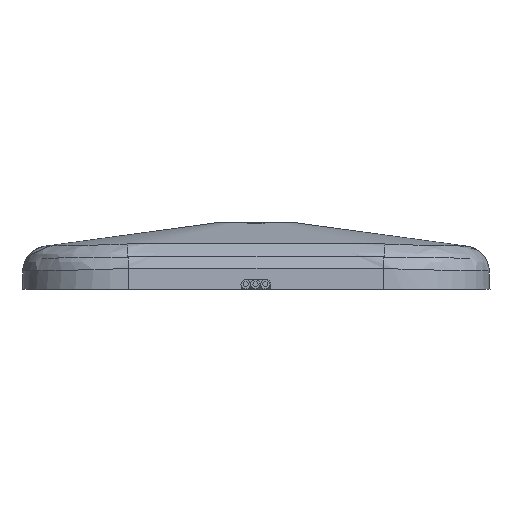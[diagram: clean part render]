
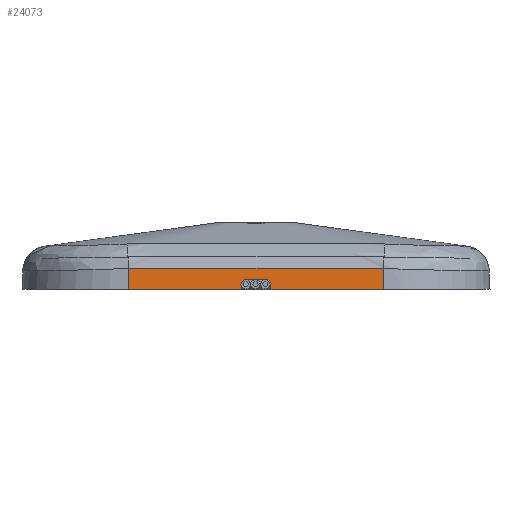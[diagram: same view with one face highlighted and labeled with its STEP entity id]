
A CAD part, left-side view. The second image highlights one B-rep face of the part: STEP entity #24073.
In plain terms, the highlighted planar face has unit normal (-0.999, 0, 0.035).
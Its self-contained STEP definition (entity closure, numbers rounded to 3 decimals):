
#2601=LINE('',#40703,#3681);
#2617=LINE('',#40749,#3697);
#2621=LINE('',#40757,#3701);
#2630=LINE('',#40781,#3710);
#2631=LINE('',#40786,#3711);
#2632=LINE('',#40787,#3712);
#2633=LINE('',#40789,#3713);
#3681=VECTOR('',#29355,1000.);
#3697=VECTOR('',#29405,1000.);
#3701=VECTOR('',#29411,1000.);
#3710=VECTOR('',#29438,1000.);
#3711=VECTOR('',#29445,1000.);
#3712=VECTOR('',#29446,1000.);
#3713=VECTOR('',#29447,1000.);
#3912=ELLIPSE('',#24250,0.901,0.9);
#3913=ELLIPSE('',#25525,0.951,0.95);
#3915=ELLIPSE('',#25557,0.951,0.95);
#4523=B_SPLINE_CURVE_WITH_KNOTS('',3,(#40654,#40655,#40656,#40657,#40658,
#40659,#40660,#40661,#40662,#40663,#40664,#40665,#40666,#40667,#40668,#40669,
#40670,#40671,#40672,#40673,#40674,#40675,#40676,#40677,#40678,#40679,#40680,
#40681,#40682,#40683,#40684,#40685,#40686,#40687,#40688,#40689,#40690,#40691,
#40692),.UNSPECIFIED.,.F.,.F.,(4,1,2,2,2,2,1,2,2,1,1,1,1,1,1,1,2,2,1,2,
2,2,2,1,4),(0.,0.001,0.002,0.002,
0.003,0.004,0.004,0.004,
0.004,0.005,0.006,0.012,
0.025,0.037,0.043,0.044,
0.045,0.045,0.045,0.045,
0.046,0.047,0.047,0.048,
0.049),.UNSPECIFIED.);
#9163=ORIENTED_EDGE('',*,*,#10036,.F.);
#9164=ORIENTED_EDGE('',*,*,#12123,.F.);
#9165=ORIENTED_EDGE('',*,*,#12083,.F.);
#9166=ORIENTED_EDGE('',*,*,#12079,.F.);
#9167=ORIENTED_EDGE('',*,*,#12105,.T.);
#9168=ORIENTED_EDGE('',*,*,#12124,.T.);
#9169=ORIENTED_EDGE('',*,*,#12109,.T.);
#9170=ORIENTED_EDGE('',*,*,#12078,.T.);
#9171=ORIENTED_EDGE('',*,*,#12121,.F.);
#9172=ORIENTED_EDGE('',*,*,#12125,.T.);
#9173=ORIENTED_EDGE('',*,*,#12126,.T.);
#10036=EDGE_CURVE('',#12534,#12535,#3912,.T.);
#12078=EDGE_CURVE('',#13877,#13884,#4523,.T.);
#12079=EDGE_CURVE('',#13912,#13913,#3913,.T.);
#12083=EDGE_CURVE('',#13913,#13916,#2601,.T.);
#12105=EDGE_CURVE('',#13912,#13929,#2617,.T.);
#12109=EDGE_CURVE('',#13932,#13877,#2621,.T.);
#12121=EDGE_CURVE('',#13938,#13884,#2630,.T.);
#12123=EDGE_CURVE('',#13916,#12534,#3915,.T.);
#12124=EDGE_CURVE('',#13929,#13932,#2631,.T.);
#12125=EDGE_CURVE('',#13938,#13939,#2632,.T.);
#12126=EDGE_CURVE('',#13939,#12535,#2633,.T.);
#12534=VERTEX_POINT('',#30370);
#12535=VERTEX_POINT('',#30371);
#13877=VERTEX_POINT('',#38726);
#13884=VERTEX_POINT('',#39749);
#13912=VERTEX_POINT('',#40695);
#13913=VERTEX_POINT('',#40696);
#13916=VERTEX_POINT('',#40704);
#13929=VERTEX_POINT('',#40750);
#13932=VERTEX_POINT('',#40758);
#13938=VERTEX_POINT('',#40782);
#13939=VERTEX_POINT('',#40788);
#15789=EDGE_LOOP('',(#9163,#9164,#9165,#9166,#9167,#9168,#9169,#9170,#9171,
#9172,#9173));
#16720=FACE_BOUND('',#15789,.T.);
#17164=PLANE('',#25556);
#24073=ADVANCED_FACE('',(#16720),#17164,.T.);
#24250=AXIS2_PLACEMENT_3D('',#30369,#25950,#25951);
#25525=AXIS2_PLACEMENT_3D('',#40694,#29347,#29348);
#25556=AXIS2_PLACEMENT_3D('',#40784,#29441,#29442);
#25557=AXIS2_PLACEMENT_3D('',#40785,#29443,#29444);
#25950=DIRECTION('',(-0.999,0.,0.035));
#25951=DIRECTION('',(-0.035,0.,-0.999));
#29347=DIRECTION('',(-0.999,0.,0.035));
#29348=DIRECTION('',(0.035,0.,0.999));
#29355=DIRECTION('',(0.,1.,0.));
#29405=DIRECTION('',(-0.035,0.,-0.999));
#29411=DIRECTION('',(0.035,0.,0.999));
#29438=DIRECTION('',(0.035,0.,0.999));
#29441=DIRECTION('',(-0.999,0.,0.035));
#29442=DIRECTION('',(-0.035,0.,-0.999));
#29443=DIRECTION('',(-0.999,0.,0.035));
#29444=DIRECTION('',(-0.035,0.,-0.999));
#29445=DIRECTION('',(0.,-1.,0.));
#29446=DIRECTION('',(0.,-1.,0.));
#29447=DIRECTION('',(0.035,0.,0.999));
#30369=CARTESIAN_POINT('',(-84.967,2.,0.95));
#30370=CARTESIAN_POINT('',(-84.939,2.412,1.75));
#30371=CARTESIAN_POINT('',(-84.977,2.85,0.654));
#38726=CARTESIAN_POINT('',(-84.86,-24.5,4.015));
#39749=CARTESIAN_POINT('',(-84.86,24.5,4.015));
#40654=CARTESIAN_POINT('',(-84.86,-24.5,4.015));
#40655=CARTESIAN_POINT('',(-84.859,-24.245,4.03));
#40656=CARTESIAN_POINT('',(-84.858,-23.735,4.057));
#40657=CARTESIAN_POINT('',(-84.857,-23.224,4.081));
#40658=CARTESIAN_POINT('',(-84.857,-22.714,4.103));
#40659=CARTESIAN_POINT('',(-84.856,-22.459,4.113));
#40660=CARTESIAN_POINT('',(-84.856,-21.949,4.13));
#40661=CARTESIAN_POINT('',(-84.856,-21.693,4.137));
#40662=CARTESIAN_POINT('',(-84.855,-21.183,4.148));
#40663=CARTESIAN_POINT('',(-84.855,-20.928,4.151));
#40664=CARTESIAN_POINT('',(-84.855,-20.609,4.154));
#40665=CARTESIAN_POINT('',(-84.855,-20.513,4.154));
#40666=CARTESIAN_POINT('',(-84.855,-20.417,4.154));
#40667=CARTESIAN_POINT('',(-84.855,-20.353,4.154));
#40668=CARTESIAN_POINT('',(-84.855,-20.322,4.154));
#40669=CARTESIAN_POINT('',(-84.855,-20.162,4.154));
#40670=CARTESIAN_POINT('',(-84.855,-19.524,4.154));
#40671=CARTESIAN_POINT('',(-84.855,-16.844,4.154));
#40672=CARTESIAN_POINT('',(-84.855,-10.208,4.154));
#40673=CARTESIAN_POINT('',(-84.855,0.001,4.154));
#40674=CARTESIAN_POINT('',(-84.855,10.211,4.154));
#40675=CARTESIAN_POINT('',(-84.855,16.847,4.154));
#40676=CARTESIAN_POINT('',(-84.855,19.527,4.154));
#40677=CARTESIAN_POINT('',(-84.855,20.165,4.154));
#40678=CARTESIAN_POINT('',(-84.855,20.324,4.154));
#40679=CARTESIAN_POINT('',(-84.855,20.356,4.154));
#40680=CARTESIAN_POINT('',(-84.855,20.42,4.154));
#40681=CARTESIAN_POINT('',(-84.855,20.516,4.154));
#40682=CARTESIAN_POINT('',(-84.855,20.612,4.154));
#40683=CARTESIAN_POINT('',(-84.855,20.931,4.151));
#40684=CARTESIAN_POINT('',(-84.855,21.186,4.148));
#40685=CARTESIAN_POINT('',(-84.856,21.696,4.137));
#40686=CARTESIAN_POINT('',(-84.856,21.951,4.13));
#40687=CARTESIAN_POINT('',(-84.856,22.461,4.113));
#40688=CARTESIAN_POINT('',(-84.857,22.716,4.103));
#40689=CARTESIAN_POINT('',(-84.857,23.226,4.081));
#40690=CARTESIAN_POINT('',(-84.858,23.736,4.057));
#40691=CARTESIAN_POINT('',(-84.859,24.245,4.03));
#40692=CARTESIAN_POINT('',(-84.86,24.5,4.015));
#40694=CARTESIAN_POINT('',(-84.967,-1.9,0.95));
#40695=CARTESIAN_POINT('',(-84.967,-2.85,0.95));
#40696=CARTESIAN_POINT('',(-84.934,-1.9,1.9));
#40703=CARTESIAN_POINT('',(-84.934,24.5,1.9));
#40704=CARTESIAN_POINT('',(-84.934,1.9,1.9));
#40749=CARTESIAN_POINT('',(-85.,-2.85,0.));
#40750=CARTESIAN_POINT('',(-85.,-2.85,0.));
#40757=CARTESIAN_POINT('',(-85.,-24.5,0.));
#40758=CARTESIAN_POINT('',(-85.,-24.5,0.));
#40781=CARTESIAN_POINT('',(-85.,24.5,0.));
#40782=CARTESIAN_POINT('',(-85.,24.5,0.));
#40784=CARTESIAN_POINT('',(-85.,24.5,0.));
#40785=CARTESIAN_POINT('',(-84.967,1.9,0.95));
#40786=CARTESIAN_POINT('',(-85.,24.5,0.));
#40787=CARTESIAN_POINT('',(-85.,24.5,0.));
#40788=CARTESIAN_POINT('',(-85.,2.85,0.));
#40789=CARTESIAN_POINT('',(-85.,2.85,0.));
